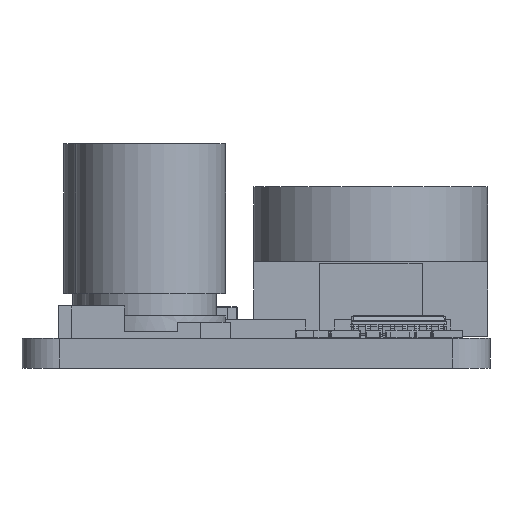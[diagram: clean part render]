
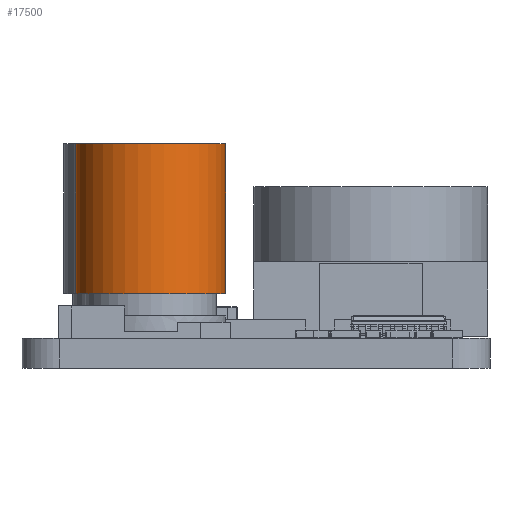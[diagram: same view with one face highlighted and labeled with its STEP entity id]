
A CAD part, left-side view. The second image highlights one B-rep face of the part: STEP entity #17500.
In plain terms, the highlighted cylindrical face has radius 4 mm (diameter 8 mm), a full revolution.
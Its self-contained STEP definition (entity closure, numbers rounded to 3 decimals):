
#17151 = PLANE('',#17152);
#17152 = AXIS2_PLACEMENT_3D('',#17153,#17154,#17155);
#17153 = CARTESIAN_POINT('',(0.,0.,2.399));
#17154 = DIRECTION('',(0.,0.,1.));
#17155 = DIRECTION('',(1.,0.,0.));
#17460 = EDGE_CURVE('',#17461,#17461,#17463,.T.);
#17461 = VERTEX_POINT('',#17462);
#17462 = CARTESIAN_POINT('',(4.,0.,2.399));
#17463 = SURFACE_CURVE('',#17464,(#17469,#17476),.PCURVE_S1.);
#17464 = CIRCLE('',#17465,4.);
#17465 = AXIS2_PLACEMENT_3D('',#17466,#17467,#17468);
#17466 = CARTESIAN_POINT('',(0.,0.,2.399));
#17467 = DIRECTION('',(0.,0.,1.));
#17468 = DIRECTION('',(1.,0.,0.));
#17469 = PCURVE('',#17151,#17470);
#17470 = DEFINITIONAL_REPRESENTATION('',(#17471),#17475);
#17471 = CIRCLE('',#17472,4.);
#17472 = AXIS2_PLACEMENT_2D('',#17473,#17474);
#17473 = CARTESIAN_POINT('',(0.,0.));
#17474 = DIRECTION('',(1.,0.));
#17475 = ( GEOMETRIC_REPRESENTATION_CONTEXT(2) 
PARAMETRIC_REPRESENTATION_CONTEXT() REPRESENTATION_CONTEXT('2D SPACE',''
  ) );
#17476 = PCURVE('',#17477,#17482);
#17477 = CYLINDRICAL_SURFACE('',#17478,4.);
#17478 = AXIS2_PLACEMENT_3D('',#17479,#17480,#17481);
#17479 = CARTESIAN_POINT('',(0.,0.,2.399));
#17480 = DIRECTION('',(0.,0.,1.));
#17481 = DIRECTION('',(1.,0.,0.));
#17482 = DEFINITIONAL_REPRESENTATION('',(#17483),#17487);
#17483 = LINE('',#17484,#17485);
#17484 = CARTESIAN_POINT('',(0.,0.));
#17485 = VECTOR('',#17486,1.);
#17486 = DIRECTION('',(1.,0.));
#17487 = ( GEOMETRIC_REPRESENTATION_CONTEXT(2) 
PARAMETRIC_REPRESENTATION_CONTEXT() REPRESENTATION_CONTEXT('2D SPACE',''
  ) );
#17500 = ADVANCED_FACE('',(#17501),#17477,.T.);
#17501 = FACE_BOUND('',#17502,.T.);
#17502 = EDGE_LOOP('',(#17503,#17504,#17527,#17554));
#17503 = ORIENTED_EDGE('',*,*,#17460,.T.);
#17504 = ORIENTED_EDGE('',*,*,#17505,.T.);
#17505 = EDGE_CURVE('',#17461,#17506,#17508,.T.);
#17506 = VERTEX_POINT('',#17507);
#17507 = CARTESIAN_POINT('',(4.,0.,10.399));
#17508 = SEAM_CURVE('',#17509,(#17513,#17520),.PCURVE_S1.);
#17509 = LINE('',#17510,#17511);
#17510 = CARTESIAN_POINT('',(4.,0.,2.399));
#17511 = VECTOR('',#17512,1.);
#17512 = DIRECTION('',(0.,0.,1.));
#17513 = PCURVE('',#17477,#17514);
#17514 = DEFINITIONAL_REPRESENTATION('',(#17515),#17519);
#17515 = LINE('',#17516,#17517);
#17516 = CARTESIAN_POINT('',(6.283,0.));
#17517 = VECTOR('',#17518,1.);
#17518 = DIRECTION('',(0.,1.));
#17519 = ( GEOMETRIC_REPRESENTATION_CONTEXT(2) 
PARAMETRIC_REPRESENTATION_CONTEXT() REPRESENTATION_CONTEXT('2D SPACE',''
  ) );
#17520 = PCURVE('',#17477,#17521);
#17521 = DEFINITIONAL_REPRESENTATION('',(#17522),#17526);
#17522 = LINE('',#17523,#17524);
#17523 = CARTESIAN_POINT('',(0.,0.));
#17524 = VECTOR('',#17525,1.);
#17525 = DIRECTION('',(0.,1.));
#17526 = ( GEOMETRIC_REPRESENTATION_CONTEXT(2) 
PARAMETRIC_REPRESENTATION_CONTEXT() REPRESENTATION_CONTEXT('2D SPACE',''
  ) );
#17527 = ORIENTED_EDGE('',*,*,#17528,.F.);
#17528 = EDGE_CURVE('',#17506,#17506,#17529,.T.);
#17529 = SURFACE_CURVE('',#17530,(#17535,#17542),.PCURVE_S1.);
#17530 = CIRCLE('',#17531,4.);
#17531 = AXIS2_PLACEMENT_3D('',#17532,#17533,#17534);
#17532 = CARTESIAN_POINT('',(0.,0.,10.399));
#17533 = DIRECTION('',(0.,0.,1.));
#17534 = DIRECTION('',(1.,0.,0.));
#17535 = PCURVE('',#17477,#17536);
#17536 = DEFINITIONAL_REPRESENTATION('',(#17537),#17541);
#17537 = LINE('',#17538,#17539);
#17538 = CARTESIAN_POINT('',(0.,8.));
#17539 = VECTOR('',#17540,1.);
#17540 = DIRECTION('',(1.,0.));
#17541 = ( GEOMETRIC_REPRESENTATION_CONTEXT(2) 
PARAMETRIC_REPRESENTATION_CONTEXT() REPRESENTATION_CONTEXT('2D SPACE',''
  ) );
#17542 = PCURVE('',#17543,#17548);
#17543 = PLANE('',#17544);
#17544 = AXIS2_PLACEMENT_3D('',#17545,#17546,#17547);
#17545 = CARTESIAN_POINT('',(0.,0.,10.399));
#17546 = DIRECTION('',(0.,0.,1.));
#17547 = DIRECTION('',(1.,0.,0.));
#17548 = DEFINITIONAL_REPRESENTATION('',(#17549),#17553);
#17549 = CIRCLE('',#17550,4.);
#17550 = AXIS2_PLACEMENT_2D('',#17551,#17552);
#17551 = CARTESIAN_POINT('',(0.,0.));
#17552 = DIRECTION('',(1.,0.));
#17553 = ( GEOMETRIC_REPRESENTATION_CONTEXT(2) 
PARAMETRIC_REPRESENTATION_CONTEXT() REPRESENTATION_CONTEXT('2D SPACE',''
  ) );
#17554 = ORIENTED_EDGE('',*,*,#17505,.F.);
